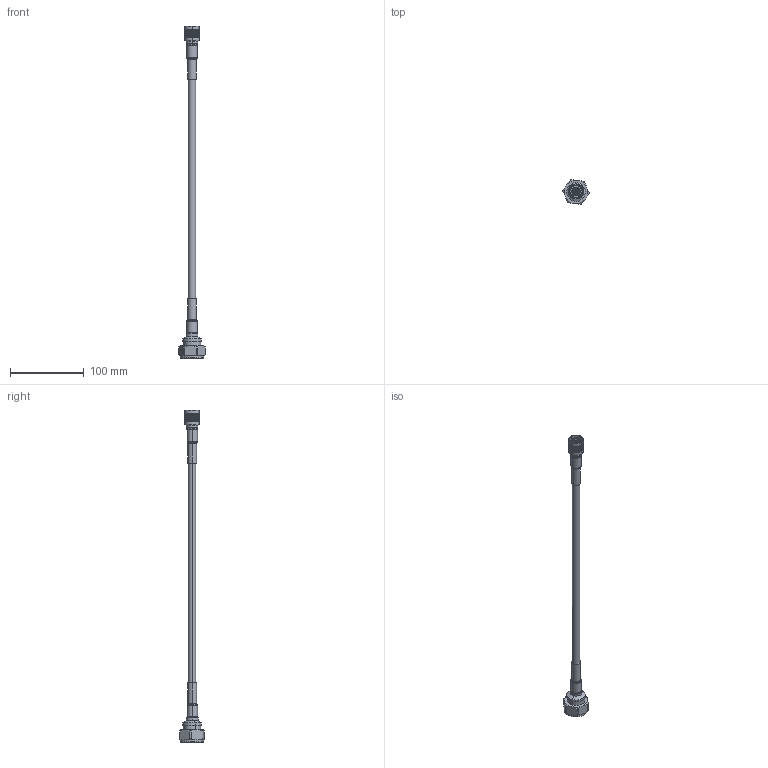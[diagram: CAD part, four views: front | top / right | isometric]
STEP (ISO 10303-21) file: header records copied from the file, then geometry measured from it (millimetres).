
FILE_DESCRIPTION (( 'STEP AP203' ), '1' );
FILE_NAME ('PE37497-HS.step', '2018-07-11T17:11:48', ( '' ), ( '' ), 'SwSTEP 2.0', 'SolidWorks 2017', '' );
FILE_SCHEMA (( 'CONFIG_CONTROL_DESIGN' ));
Products named in the file (5): HeatShrink^PE37497-HS; PE4232; Coax Cable_RG393; PE4571; PE37497-HS
Assembly tree (4 placements, depth 2):
  PE37497-HS
    Coax Cable_RG393
    PE4232
    PE4571
    HeatShrink^PE37497-HS
Bounding box: 35.49 x 33.57 x 449.34 mm (x, y, z)
Volume: 60018.1 mm3; surface area: 31401.9 mm2
Topology: 6 solids, 6 shells, 2977 faces, 6442 edges, 3503 vertices
Faces by surface type: bspline 2046, cylinder 678, plane 176, cone 57, torus 20
Entity records: 113545 total; most frequent: CARTESIAN_POINT 71896, ORIENTED_EDGE 12884, EDGE_CURVE 6442, VERTEX_POINT 3503, DIRECTION 3288, EDGE_LOOP 3005, FACE_OUTER_BOUND 2977, ADVANCED_FACE 2977
